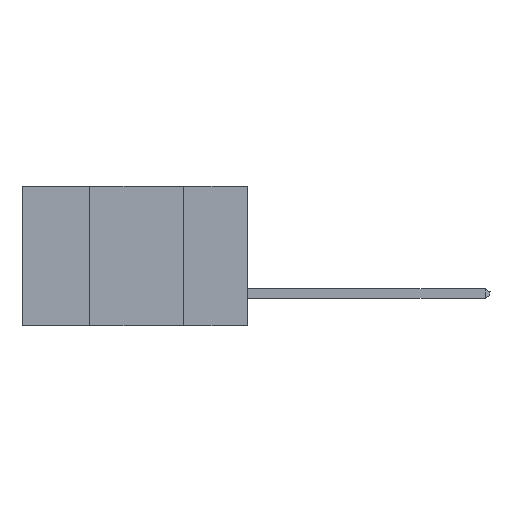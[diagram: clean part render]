
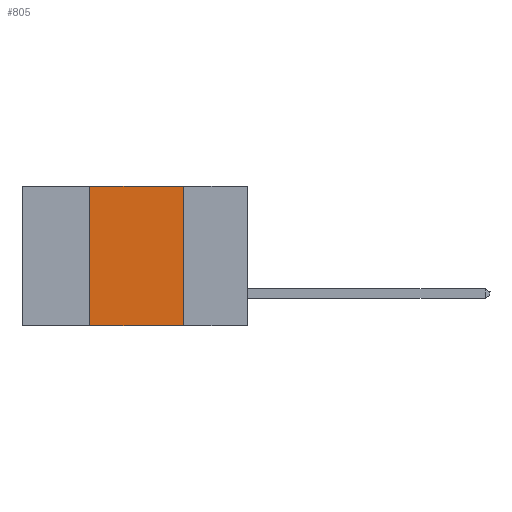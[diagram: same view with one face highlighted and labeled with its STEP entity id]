
A CAD part, left-side view. The second image highlights one B-rep face of the part: STEP entity #805.
In plain terms, the highlighted planar face has unit normal (-1, 0, 0).
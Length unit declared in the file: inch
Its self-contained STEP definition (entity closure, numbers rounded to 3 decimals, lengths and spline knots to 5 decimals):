
#805 = ADVANCED_FACE ( 'NONE', ( #18706 ), #6736, .F. ) ;
#1953 = DIRECTION ( 'NONE',  ( 0., -1., 0. ) ) ;
#2758 = DIRECTION ( 'NONE',  ( 0., 0., -1. ) ) ;
#3755 = CARTESIAN_POINT ( 'NONE',  ( 0., 0.6, 0. ) ) ;
#4096 = EDGE_CURVE ( 'NONE', #22345, #13884, #16638, .T. ) ;
#4432 = ORIENTED_EDGE ( 'NONE', *, *, #21763, .T. ) ;
#4508 = DIRECTION ( 'NONE',  ( 0., 0., -1. ) ) ;
#5174 = VERTEX_POINT ( 'NONE', #8110 ) ;
#5354 = CARTESIAN_POINT ( 'NONE',  ( 0., 0.42, 0. ) ) ;
#6736 = PLANE ( 'NONE',  #13835 ) ;
#7069 = CARTESIAN_POINT ( 'NONE',  ( 0., 0.17, -0.37 ) ) ;
#8110 = CARTESIAN_POINT ( 'NONE',  ( 0., 0.42, -0.37 ) ) ;
#8954 = LINE ( 'NONE', #20800, #10247 ) ;
#10247 = VECTOR ( 'NONE', #16713, 39.37008 ) ;
#10497 = CARTESIAN_POINT ( 'NONE',  ( 0., 0.17, 0. ) ) ;
#10814 = EDGE_LOOP ( 'NONE', ( #23190, #11995, #12553, #4432 ) ) ;
#11807 = LINE ( 'NONE', #3755, #13700 ) ;
#11995 = ORIENTED_EDGE ( 'NONE', *, *, #25268, .F. ) ;
#12553 = ORIENTED_EDGE ( 'NONE', *, *, #21880, .F. ) ;
#13700 = VECTOR ( 'NONE', #20355, 39.37008 ) ;
#13835 = AXIS2_PLACEMENT_3D ( 'NONE', #21103, #25201, #2758 ) ;
#13884 = VERTEX_POINT ( 'NONE', #7069 ) ;
#16638 = LINE ( 'NONE', #22619, #16960 ) ;
#16713 = DIRECTION ( 'NONE',  ( 0., 0., 1. ) ) ;
#16960 = VECTOR ( 'NONE', #4508, 39.37008 ) ;
#17149 = VERTEX_POINT ( 'NONE', #5354 ) ;
#18706 = FACE_OUTER_BOUND ( 'NONE', #10814, .T. ) ;
#20355 = DIRECTION ( 'NONE',  ( 0., -1., 0. ) ) ;
#20403 = CARTESIAN_POINT ( 'NONE',  ( 0., 0.6, -0.37 ) ) ;
#20781 = VECTOR ( 'NONE', #1953, 39.37008 ) ;
#20800 = CARTESIAN_POINT ( 'NONE',  ( 0., 0.42, -0.37 ) ) ;
#21103 = CARTESIAN_POINT ( 'NONE',  ( 0., 0.6, 0. ) ) ;
#21763 = EDGE_CURVE ( 'NONE', #5174, #13884, #22431, .T. ) ;
#21880 = EDGE_CURVE ( 'NONE', #5174, #17149, #8954, .T. ) ;
#22345 = VERTEX_POINT ( 'NONE', #10497 ) ;
#22431 = LINE ( 'NONE', #20403, #20781 ) ;
#22619 = CARTESIAN_POINT ( 'NONE',  ( 0., 0.17, -0.37 ) ) ;
#23190 = ORIENTED_EDGE ( 'NONE', *, *, #4096, .F. ) ;
#25201 = DIRECTION ( 'NONE',  ( 1., 0., 0. ) ) ;
#25268 = EDGE_CURVE ( 'NONE', #17149, #22345, #11807, .T. ) ;
